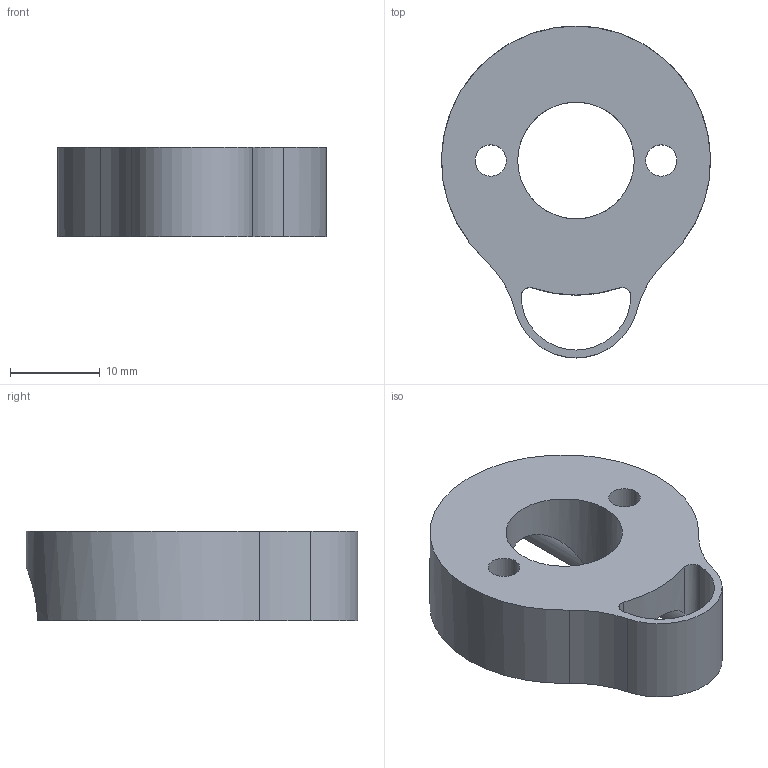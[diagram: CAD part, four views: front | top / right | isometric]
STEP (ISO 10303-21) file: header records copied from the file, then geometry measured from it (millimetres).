
FILE_DESCRIPTION(/* description */ (''),/* implementation_level */ '2;1');
FILE_NAME(/* name */ 'devFrame Motor Mount Half 12mm.step',/* time_stamp */ '2020-01-28T18:22:20-06:00',/* author */ (''),/* organization */ (''),/* preprocessor_version */ 'ST-DEVELOPER v18',/* originating_system */ 'Autodesk Translation Framework v8.12.0.6',/* authorisation */ '');
FILE_SCHEMA (('AUTOMOTIVE_DESIGN { 1 0 10303 214 3 1 1 }'));
Length unit declared in the file: millimetre
Products named in the file (1): devFrame Motor Mount 12mm
Bounding box: 30 x 37 x 10 mm (x, y, z)
Volume: 4798.1 mm3; surface area: 3052.5 mm2
Topology: 1 solids, 1 shells, 15 faces, 45 edges, 30 vertices
Faces by surface type: cylinder 13, plane 2
Full cylindrical faces by diameter (mm): 3.5 x2, 13 x1
Entity records: 654 total; most frequent: CARTESIAN_POINT 185, DIRECTION 95, ORIENTED_EDGE 90, EDGE_CURVE 45, AXIS2_PLACEMENT_3D 40, VERTEX_POINT 30, CIRCLE 24, EDGE_LOOP 21
